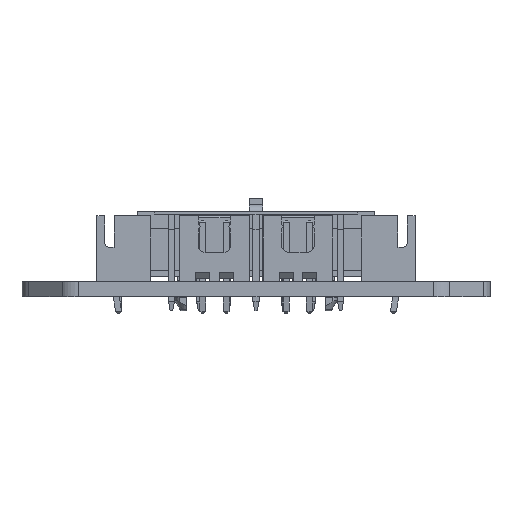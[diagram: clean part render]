
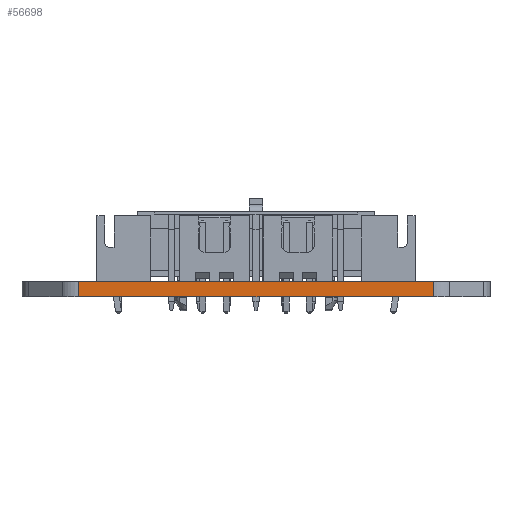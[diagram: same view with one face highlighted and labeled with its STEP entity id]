
A CAD part, front view. The second image highlights one B-rep face of the part: STEP entity #56698.
In plain terms, the highlighted planar face has unit normal (0, -1, 0).
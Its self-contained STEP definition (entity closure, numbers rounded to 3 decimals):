
#56698 = ADVANCED_FACE('',(#56699),#56713,.F.);
#56699 = FACE_BOUND('',#56700,.F.);
#56700 = EDGE_LOOP('',(#56701,#56736,#56764,#56792));
#56701 = ORIENTED_EDGE('',*,*,#56702,.T.);
#56702 = EDGE_CURVE('',#56703,#56705,#56707,.T.);
#56703 = VERTEX_POINT('',#56704);
#56704 = CARTESIAN_POINT('',(-18.884,-14.,0.));
#56705 = VERTEX_POINT('',#56706);
#56706 = CARTESIAN_POINT('',(-18.884,-14.,1.6));
#56707 = SURFACE_CURVE('',#56708,(#56712,#56724),.PCURVE_S1.);
#56708 = LINE('',#56709,#56710);
#56709 = CARTESIAN_POINT('',(-18.884,-14.,0.));
#56710 = VECTOR('',#56711,1.);
#56711 = DIRECTION('',(0.,0.,1.));
#56712 = PCURVE('',#56713,#56718);
#56713 = PLANE('',#56714);
#56714 = AXIS2_PLACEMENT_3D('',#56715,#56716,#56717);
#56715 = CARTESIAN_POINT('',(-18.884,-14.,0.));
#56716 = DIRECTION('',(0.,1.,0.));
#56717 = DIRECTION('',(1.,0.,0.));
#56718 = DEFINITIONAL_REPRESENTATION('',(#56719),#56723);
#56719 = LINE('',#56720,#56721);
#56720 = CARTESIAN_POINT('',(0.,0.));
#56721 = VECTOR('',#56722,1.);
#56722 = DIRECTION('',(0.,-1.));
#56723 = ( GEOMETRIC_REPRESENTATION_CONTEXT(2) 
PARAMETRIC_REPRESENTATION_CONTEXT() REPRESENTATION_CONTEXT('2D SPACE',''
  ) );
#56724 = PCURVE('',#56725,#56730);
#56725 = CYLINDRICAL_SURFACE('',#56726,2.5);
#56726 = AXIS2_PLACEMENT_3D('',#56727,#56728,#56729);
#56727 = CARTESIAN_POINT('',(-18.884,-11.5,0.));
#56728 = DIRECTION('',(0.,0.,-1.));
#56729 = DIRECTION('',(1.,0.,0.));
#56730 = DEFINITIONAL_REPRESENTATION('',(#56731),#56735);
#56731 = LINE('',#56732,#56733);
#56732 = CARTESIAN_POINT('',(-4.712,0.));
#56733 = VECTOR('',#56734,1.);
#56734 = DIRECTION('',(0.,-1.));
#56735 = ( GEOMETRIC_REPRESENTATION_CONTEXT(2) 
PARAMETRIC_REPRESENTATION_CONTEXT() REPRESENTATION_CONTEXT('2D SPACE',''
  ) );
#56736 = ORIENTED_EDGE('',*,*,#56737,.T.);
#56737 = EDGE_CURVE('',#56705,#56738,#56740,.T.);
#56738 = VERTEX_POINT('',#56739);
#56739 = CARTESIAN_POINT('',(18.884,-14.,1.6));
#56740 = SURFACE_CURVE('',#56741,(#56745,#56752),.PCURVE_S1.);
#56741 = LINE('',#56742,#56743);
#56742 = CARTESIAN_POINT('',(-18.884,-14.,1.6));
#56743 = VECTOR('',#56744,1.);
#56744 = DIRECTION('',(1.,0.,0.));
#56745 = PCURVE('',#56713,#56746);
#56746 = DEFINITIONAL_REPRESENTATION('',(#56747),#56751);
#56747 = LINE('',#56748,#56749);
#56748 = CARTESIAN_POINT('',(0.,-1.6));
#56749 = VECTOR('',#56750,1.);
#56750 = DIRECTION('',(1.,0.));
#56751 = ( GEOMETRIC_REPRESENTATION_CONTEXT(2) 
PARAMETRIC_REPRESENTATION_CONTEXT() REPRESENTATION_CONTEXT('2D SPACE',''
  ) );
#56752 = PCURVE('',#56753,#56758);
#56753 = PLANE('',#56754);
#56754 = AXIS2_PLACEMENT_3D('',#56755,#56756,#56757);
#56755 = CARTESIAN_POINT('',(0.,-2.788,1.6));
#56756 = DIRECTION('',(0.,0.,1.));
#56757 = DIRECTION('',(1.,0.,0.));
#56758 = DEFINITIONAL_REPRESENTATION('',(#56759),#56763);
#56759 = LINE('',#56760,#56761);
#56760 = CARTESIAN_POINT('',(-18.884,-11.212));
#56761 = VECTOR('',#56762,1.);
#56762 = DIRECTION('',(1.,0.));
#56763 = ( GEOMETRIC_REPRESENTATION_CONTEXT(2) 
PARAMETRIC_REPRESENTATION_CONTEXT() REPRESENTATION_CONTEXT('2D SPACE',''
  ) );
#56764 = ORIENTED_EDGE('',*,*,#56765,.F.);
#56765 = EDGE_CURVE('',#56766,#56738,#56768,.T.);
#56766 = VERTEX_POINT('',#56767);
#56767 = CARTESIAN_POINT('',(18.884,-14.,0.));
#56768 = SURFACE_CURVE('',#56769,(#56773,#56780),.PCURVE_S1.);
#56769 = LINE('',#56770,#56771);
#56770 = CARTESIAN_POINT('',(18.884,-14.,0.));
#56771 = VECTOR('',#56772,1.);
#56772 = DIRECTION('',(0.,0.,1.));
#56773 = PCURVE('',#56713,#56774);
#56774 = DEFINITIONAL_REPRESENTATION('',(#56775),#56779);
#56775 = LINE('',#56776,#56777);
#56776 = CARTESIAN_POINT('',(37.769,0.));
#56777 = VECTOR('',#56778,1.);
#56778 = DIRECTION('',(0.,-1.));
#56779 = ( GEOMETRIC_REPRESENTATION_CONTEXT(2) 
PARAMETRIC_REPRESENTATION_CONTEXT() REPRESENTATION_CONTEXT('2D SPACE',''
  ) );
#56780 = PCURVE('',#56781,#56786);
#56781 = CYLINDRICAL_SURFACE('',#56782,2.5);
#56782 = AXIS2_PLACEMENT_3D('',#56783,#56784,#56785);
#56783 = CARTESIAN_POINT('',(18.884,-11.5,0.));
#56784 = DIRECTION('',(0.,0.,-1.));
#56785 = DIRECTION('',(1.,0.,0.));
#56786 = DEFINITIONAL_REPRESENTATION('',(#56787),#56791);
#56787 = LINE('',#56788,#56789);
#56788 = CARTESIAN_POINT('',(-4.712,0.));
#56789 = VECTOR('',#56790,1.);
#56790 = DIRECTION('',(0.,-1.));
#56791 = ( GEOMETRIC_REPRESENTATION_CONTEXT(2) 
PARAMETRIC_REPRESENTATION_CONTEXT() REPRESENTATION_CONTEXT('2D SPACE',''
  ) );
#56792 = ORIENTED_EDGE('',*,*,#56793,.F.);
#56793 = EDGE_CURVE('',#56703,#56766,#56794,.T.);
#56794 = SURFACE_CURVE('',#56795,(#56799,#56806),.PCURVE_S1.);
#56795 = LINE('',#56796,#56797);
#56796 = CARTESIAN_POINT('',(-18.884,-14.,0.));
#56797 = VECTOR('',#56798,1.);
#56798 = DIRECTION('',(1.,0.,0.));
#56799 = PCURVE('',#56713,#56800);
#56800 = DEFINITIONAL_REPRESENTATION('',(#56801),#56805);
#56801 = LINE('',#56802,#56803);
#56802 = CARTESIAN_POINT('',(0.,0.));
#56803 = VECTOR('',#56804,1.);
#56804 = DIRECTION('',(1.,0.));
#56805 = ( GEOMETRIC_REPRESENTATION_CONTEXT(2) 
PARAMETRIC_REPRESENTATION_CONTEXT() REPRESENTATION_CONTEXT('2D SPACE',''
  ) );
#56806 = PCURVE('',#56807,#56812);
#56807 = PLANE('',#56808);
#56808 = AXIS2_PLACEMENT_3D('',#56809,#56810,#56811);
#56809 = CARTESIAN_POINT('',(0.,-2.788,0.
    ));
#56810 = DIRECTION('',(0.,0.,1.));
#56811 = DIRECTION('',(1.,0.,0.));
#56812 = DEFINITIONAL_REPRESENTATION('',(#56813),#56817);
#56813 = LINE('',#56814,#56815);
#56814 = CARTESIAN_POINT('',(-18.884,-11.212));
#56815 = VECTOR('',#56816,1.);
#56816 = DIRECTION('',(1.,0.));
#56817 = ( GEOMETRIC_REPRESENTATION_CONTEXT(2) 
PARAMETRIC_REPRESENTATION_CONTEXT() REPRESENTATION_CONTEXT('2D SPACE',''
  ) );
